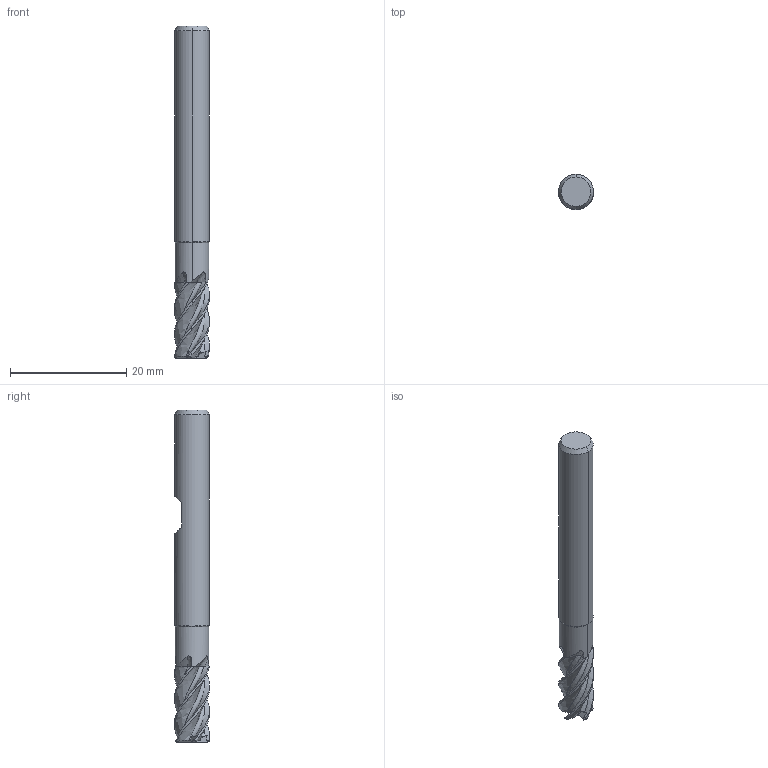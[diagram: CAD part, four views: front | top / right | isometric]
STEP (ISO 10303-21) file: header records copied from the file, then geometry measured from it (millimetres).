
FILE_DESCRIPTION(('no description'),'unknown implementation level');
FILE_NAME('solid0n9BK_yqYvxcgFC0N73GHbBqJws_1.STP',' ',('CIMSOURCE GmbH'),('CADClick - KiM GmbH - www.kimweb.de'),'unknown preprocess','ACIS','unknown authorization');
FILE_SCHEMA(('automotive_design'));
Length unit declared in the file: millimetre
Products named in the file (2): 1; 2
Bounding box: 6 x 6 x 57 mm (x, y, z)
Volume: 1401.2 mm3; surface area: 1225.4 mm2
Topology: 2 solids, 2 shells, 151 faces, 403 edges, 253 vertices
Faces by surface type: plane 60, bspline 40, cone 19, revolution 15, cylinder 12, torus 5
Entity records: 21365 total; most frequent: CARTESIAN_POINT 13625, STYLED_ITEM 805, PRESENTATION_STYLE_ASSIGNMENT 805, COLOUR_RGB 805, ORIENTED_EDGE 798, DIRECTION 476, EDGE_CURVE 399, CURVE_STYLE 399
